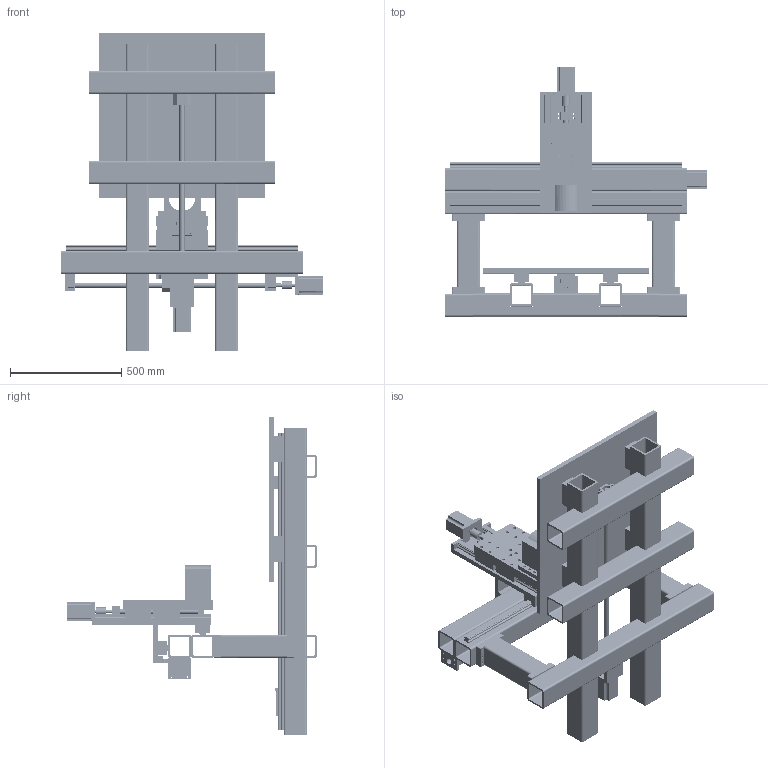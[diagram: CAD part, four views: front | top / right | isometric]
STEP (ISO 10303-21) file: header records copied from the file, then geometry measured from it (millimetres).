
FILE_DESCRIPTION(('FreeCAD Model'),'2;1');
FILE_NAME('Open CASCADE Shape Model','2025-05-07T18:58:49',('FreeCAD'),( 'FreeCAD'),'Open CASCADE STEP processor 7.6','FreeCAD','Unknown');
FILE_SCHEMA(('AUTOMOTIVE_DESIGN { 1 0 10303 214 1 1 1 1 }'));
Products named in the file (1): Open CASCADE STEP translator 7.6 1
Bounding box: 1172.72 x 1120.05 x 1431.59 mm (x, y, z)
Surface area: 10361386.6 mm2 (no closed solid volume)
Topology: 0 solids, 3606 shells, 3606 faces, 19984 edges, 19972 vertices
Faces by surface type: bspline 3606
Entity records: 181247 total; most frequent: CARTESIAN_POINT 89447, ORIENTED_EDGE 19976, EDGE_CURVE 19976, VERTEX_POINT 19968, B_SPLINE_CURVE_WITH_KNOTS 11072, FACE_BOUND 4374, EDGE_LOOP 4374, SHELL_BASED_SURFACE_MODEL 3606
